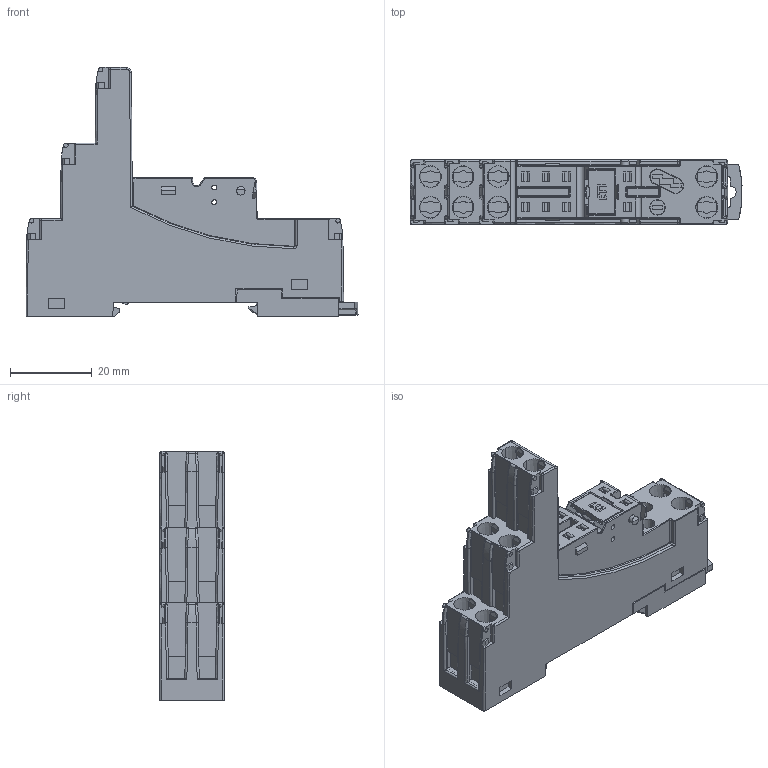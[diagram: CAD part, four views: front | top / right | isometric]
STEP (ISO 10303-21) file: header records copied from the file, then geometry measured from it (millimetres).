
FILE_DESCRIPTION((''),'2;1');
FILE_NAME('MERB-M_ASM','2020-11-10T',('marketing.praksa'),('Audax d.o.o.'),'CREO PARAMETRIC BY PTC INC, 2017480','CREO PARAMETRIC BY PTC INC, 2017480','');
FILE_SCHEMA(('AUTOMOTIVE_DESIGN { 1 0 10303 214 1 1 1 1 }'));
Length unit declared in the file: millimetre
Products named in the file (12): TMP_DWG_122_1_1; TMP_DWG_122_1_2; TMP_DWG_122_1_3; TMP_DWG_122_1_ASM; TMP_DWG_122_ASM; TMP_DWG_123_1; TMP_DWG_123_ASM; TMP_DWG_124_1; TMP_DWG_124_ASM; TMP_DWG_125_1; TMP_DWG_125_ASM; MERB-M_ASM
Assembly tree (11 placements, depth 4):
  MERB-M_ASM
    TMP_DWG_122_ASM
      TMP_DWG_122_1_ASM
        TMP_DWG_122_1_1
        TMP_DWG_122_1_2
        TMP_DWG_122_1_3
    TMP_DWG_123_ASM
      TMP_DWG_123_1
    TMP_DWG_124_ASM
      TMP_DWG_124_1
    TMP_DWG_125_ASM
      TMP_DWG_125_1
Bounding box: 81.32 x 15.8 x 61 mm (x, y, z)
Volume: 1356.7 mm3; surface area: 16674.2 mm2
Topology: 13 solids, 14 shells, 1408 faces, 3723 edges, 2294 vertices
Faces by surface type: plane 775, cylinder 390, bspline 87, sphere 66, torus 58, cone 32
Entity records: 68876 total; most frequent: CARTESIAN_POINT 13666, ORIENTED_EDGE 7278, DIRECTION 6744, PRESENTATION_STYLE_ASSIGNMENT 5063, STYLED_ITEM 5063, CURVE_STYLE 3645, EDGE_CURVE 3645, VECTOR 2362
